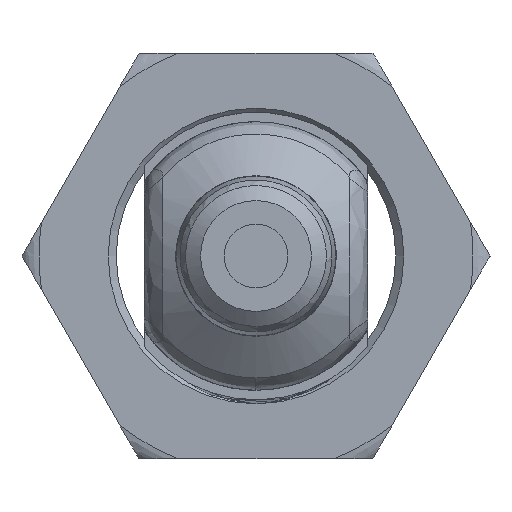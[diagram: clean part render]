
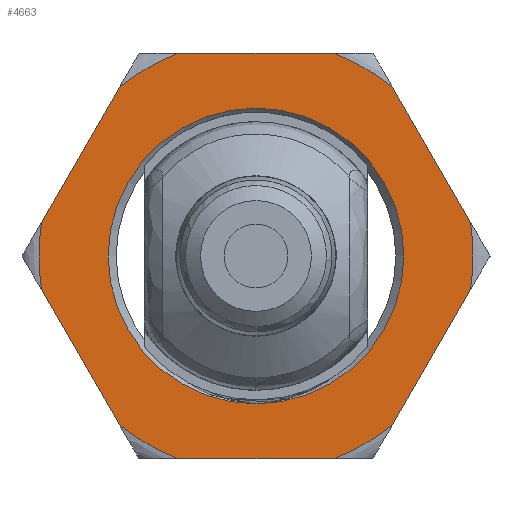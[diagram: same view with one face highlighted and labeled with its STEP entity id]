
A CAD part, left-side view. The second image highlights one B-rep face of the part: STEP entity #4663.
In plain terms, the highlighted planar face has unit normal (-1, 0, 0).
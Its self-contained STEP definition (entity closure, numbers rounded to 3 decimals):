
#52 = VECTOR ( 'NONE', #1935, 1000. ) ;
#87 = ORIENTED_EDGE ( 'NONE', *, *, #1712, .T. ) ;
#111 = CIRCLE ( 'NONE', #5834, 9.25 ) ;
#164 = VECTOR ( 'NONE', #2371, 1000. ) ;
#169 = VERTEX_POINT ( 'NONE', #5096 ) ;
#206 = CARTESIAN_POINT ( 'NONE',  ( 5.955, -13.425, 2.107 ) ) ;
#213 = ORIENTED_EDGE ( 'NONE', *, *, #2688, .T. ) ;
#220 = EDGE_CURVE ( 'NONE', #1168, #2888, #5970, .T. ) ;
#262 = EDGE_CURVE ( 'NONE', #6652, #6749, #2936, .T. ) ;
#427 = AXIS2_PLACEMENT_3D ( 'NONE', #1512, #3212, #5935 ) ;
#446 = VERTEX_POINT ( 'NONE', #2493 ) ;
#611 = ORIENTED_EDGE ( 'NONE', *, *, #853, .T. ) ;
#635 = ORIENTED_EDGE ( 'NONE', *, *, #1800, .T. ) ;
#682 = EDGE_LOOP ( 'NONE', ( #4411 ) ) ;
#690 = VERTEX_POINT ( 'NONE', #5139 ) ;
#745 = CIRCLE ( 'NONE', #1100, 13.589 ) ;
#776 = EDGE_CURVE ( 'NONE', #169, #169, #111, .T. ) ;
#853 = EDGE_CURVE ( 'NONE', #6248, #3004, #3798, .T. ) ;
#871 = CARTESIAN_POINT ( 'NONE',  ( 5.955, 0., 0. ) ) ;
#881 = LINE ( 'NONE', #6462, #5195 ) ;
#986 = CARTESIAN_POINT ( 'NONE',  ( 5.955, 4.887, -12.68 ) ) ;
#999 = CIRCLE ( 'NONE', #3452, 13.589 ) ;
#1058 = VECTOR ( 'NONE', #2088, 1000. ) ;
#1100 = AXIS2_PLACEMENT_3D ( 'NONE', #5797, #5135, #2994 ) ;
#1168 = VERTEX_POINT ( 'NONE', #6205 ) ;
#1184 = CARTESIAN_POINT ( 'NONE',  ( 5.955, 8.538, -10.573 ) ) ;
#1330 = DIRECTION ( 'NONE',  ( 1., 0., 0. ) ) ;
#1421 = CARTESIAN_POINT ( 'NONE',  ( 5.955, 4.887, 12.68 ) ) ;
#1485 = DIRECTION ( 'NONE',  ( 0., 0.5, -0.866 ) ) ;
#1512 = CARTESIAN_POINT ( 'NONE',  ( 5.955, 0., 0. ) ) ;
#1699 = CARTESIAN_POINT ( 'NONE',  ( 5.955, 0., 0. ) ) ;
#1712 = EDGE_CURVE ( 'NONE', #6749, #3718, #745, .T. ) ;
#1774 = PLANE ( 'NONE',  #3795 ) ;
#1800 = EDGE_CURVE ( 'NONE', #6209, #5105, #881, .T. ) ;
#1824 = CARTESIAN_POINT ( 'NONE',  ( 5.955, 0., -12.68 ) ) ;
#1884 = FACE_BOUND ( 'NONE', #682, .T. ) ;
#1896 = CARTESIAN_POINT ( 'NONE',  ( 5.955, 0., 0. ) ) ;
#1935 = DIRECTION ( 'NONE',  ( 0., -1., 0. ) ) ;
#1954 = CIRCLE ( 'NONE', #5417, 13.589 ) ;
#2088 = DIRECTION ( 'NONE',  ( 0., 1., 0. ) ) ;
#2117 = CARTESIAN_POINT ( 'NONE',  ( 5.955, 13.425, -2.107 ) ) ;
#2122 = VECTOR ( 'NONE', #2232, 1000. ) ;
#2232 = DIRECTION ( 'NONE',  ( 0., 0.5, 0.866 ) ) ;
#2265 = CARTESIAN_POINT ( 'NONE',  ( 5.955, 0., 0. ) ) ;
#2371 = DIRECTION ( 'NONE',  ( 0., -0.5, 0.866 ) ) ;
#2493 = CARTESIAN_POINT ( 'NONE',  ( 5.955, -13.425, -2.107 ) ) ;
#2649 = EDGE_CURVE ( 'NONE', #3004, #1168, #4602, .T. ) ;
#2688 = EDGE_CURVE ( 'NONE', #3030, #446, #3389, .T. ) ;
#2817 = EDGE_CURVE ( 'NONE', #2888, #6209, #1954, .T. ) ;
#2857 = AXIS2_PLACEMENT_3D ( 'NONE', #1699, #6685, #6065 ) ;
#2888 = VERTEX_POINT ( 'NONE', #1421 ) ;
#2936 = LINE ( 'NONE', #5738, #3858 ) ;
#2961 = CARTESIAN_POINT ( 'NONE',  ( 5.955, 13.425, 2.107 ) ) ;
#2994 = DIRECTION ( 'NONE',  ( 0., 0., 1. ) ) ;
#3004 = VERTEX_POINT ( 'NONE', #4576 ) ;
#3024 = CARTESIAN_POINT ( 'NONE',  ( 5.955, 0., 0. ) ) ;
#3030 = VERTEX_POINT ( 'NONE', #4616 ) ;
#3107 = EDGE_CURVE ( 'NONE', #3718, #690, #5827, .T. ) ;
#3147 = ORIENTED_EDGE ( 'NONE', *, *, #2817, .T. ) ;
#3212 = DIRECTION ( 'NONE',  ( -1., 0., 0. ) ) ;
#3387 = CARTESIAN_POINT ( 'NONE',  ( 5.955, -10.981, 6.34 ) ) ;
#3389 = LINE ( 'NONE', #4044, #164 ) ;
#3402 = ORIENTED_EDGE ( 'NONE', *, *, #2649, .T. ) ;
#3429 = EDGE_LOOP ( 'NONE', ( #5215, #3147, #635, #5098, #4595, #87, #6792, #6990, #213, #5071, #611, #3402 ) ) ;
#3452 = AXIS2_PLACEMENT_3D ( 'NONE', #3024, #5282, #6892 ) ;
#3514 = CARTESIAN_POINT ( 'NONE',  ( 5.955, 0., 0. ) ) ;
#3568 = DIRECTION ( 'NONE',  ( 0., 0., 1. ) ) ;
#3694 = DIRECTION ( 'NONE',  ( 0., 0., -1. ) ) ;
#3718 = VERTEX_POINT ( 'NONE', #986 ) ;
#3754 = CARTESIAN_POINT ( 'NONE',  ( 5.955, 0., 12.68 ) ) ;
#3795 = AXIS2_PLACEMENT_3D ( 'NONE', #3514, #1330, #6795 ) ;
#3798 = LINE ( 'NONE', #3387, #2122 ) ;
#3858 = VECTOR ( 'NONE', #6728, 1000. ) ;
#3921 = CIRCLE ( 'NONE', #427, 13.589 ) ;
#3987 = FACE_OUTER_BOUND ( 'NONE', #3429, .T. ) ;
#4044 = CARTESIAN_POINT ( 'NONE',  ( 5.955, -10.981, -6.34 ) ) ;
#4411 = ORIENTED_EDGE ( 'NONE', *, *, #776, .T. ) ;
#4576 = CARTESIAN_POINT ( 'NONE',  ( 5.955, -8.538, 10.573 ) ) ;
#4595 = ORIENTED_EDGE ( 'NONE', *, *, #262, .T. ) ;
#4600 = EDGE_CURVE ( 'NONE', #5105, #6652, #5996, .T. ) ;
#4602 = CIRCLE ( 'NONE', #6464, 13.589 ) ;
#4616 = CARTESIAN_POINT ( 'NONE',  ( 5.955, -8.538, -10.573 ) ) ;
#4663 = ADVANCED_FACE ( 'NONE', ( #1884, #3987 ), #1774, .F. ) ;
#5071 = ORIENTED_EDGE ( 'NONE', *, *, #5421, .T. ) ;
#5096 = CARTESIAN_POINT ( 'NONE',  ( 5.955, 0., -9.25 ) ) ;
#5098 = ORIENTED_EDGE ( 'NONE', *, *, #4600, .T. ) ;
#5105 = VERTEX_POINT ( 'NONE', #2961 ) ;
#5132 = DIRECTION ( 'NONE',  ( -1., 0., 0. ) ) ;
#5135 = DIRECTION ( 'NONE',  ( -1., 0., 0. ) ) ;
#5139 = CARTESIAN_POINT ( 'NONE',  ( 5.955, -4.887, -12.68 ) ) ;
#5195 = VECTOR ( 'NONE', #1485, 1000. ) ;
#5215 = ORIENTED_EDGE ( 'NONE', *, *, #220, .T. ) ;
#5282 = DIRECTION ( 'NONE',  ( -1., 0., 0. ) ) ;
#5316 = DIRECTION ( 'NONE',  ( -1., 0., 0. ) ) ;
#5330 = DIRECTION ( 'NONE',  ( 1., 0., 0. ) ) ;
#5417 = AXIS2_PLACEMENT_3D ( 'NONE', #1896, #5316, #3568 ) ;
#5421 = EDGE_CURVE ( 'NONE', #446, #6248, #999, .T. ) ;
#5738 = CARTESIAN_POINT ( 'NONE',  ( 5.955, 10.981, -6.34 ) ) ;
#5797 = CARTESIAN_POINT ( 'NONE',  ( 5.955, 0., 0. ) ) ;
#5827 = LINE ( 'NONE', #1824, #52 ) ;
#5834 = AXIS2_PLACEMENT_3D ( 'NONE', #871, #5330, #3694 ) ;
#5935 = DIRECTION ( 'NONE',  ( 0., 0., 1. ) ) ;
#5970 = LINE ( 'NONE', #3754, #1058 ) ;
#5996 = CIRCLE ( 'NONE', #2857, 13.589 ) ;
#6065 = DIRECTION ( 'NONE',  ( 0., 0., 1. ) ) ;
#6104 = EDGE_CURVE ( 'NONE', #690, #3030, #3921, .T. ) ;
#6188 = CARTESIAN_POINT ( 'NONE',  ( 5.955, 8.538, 10.573 ) ) ;
#6205 = CARTESIAN_POINT ( 'NONE',  ( 5.955, -4.887, 12.68 ) ) ;
#6209 = VERTEX_POINT ( 'NONE', #6188 ) ;
#6219 = DIRECTION ( 'NONE',  ( 0., 0., 1. ) ) ;
#6248 = VERTEX_POINT ( 'NONE', #206 ) ;
#6462 = CARTESIAN_POINT ( 'NONE',  ( 5.955, 10.981, 6.34 ) ) ;
#6464 = AXIS2_PLACEMENT_3D ( 'NONE', #2265, #5132, #6219 ) ;
#6652 = VERTEX_POINT ( 'NONE', #2117 ) ;
#6685 = DIRECTION ( 'NONE',  ( -1., 0., 0. ) ) ;
#6728 = DIRECTION ( 'NONE',  ( 0., -0.5, -0.866 ) ) ;
#6749 = VERTEX_POINT ( 'NONE', #1184 ) ;
#6792 = ORIENTED_EDGE ( 'NONE', *, *, #3107, .T. ) ;
#6795 = DIRECTION ( 'NONE',  ( 0., 0., 1. ) ) ;
#6892 = DIRECTION ( 'NONE',  ( 0., 0., 1. ) ) ;
#6990 = ORIENTED_EDGE ( 'NONE', *, *, #6104, .T. ) ;
